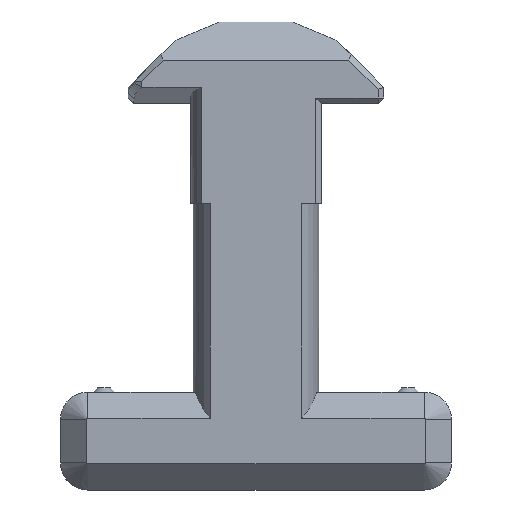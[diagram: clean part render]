
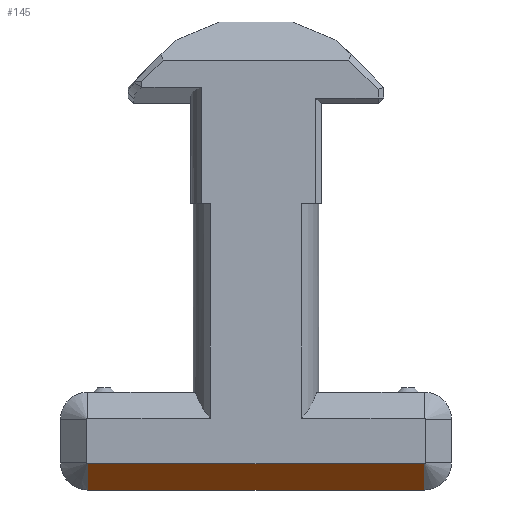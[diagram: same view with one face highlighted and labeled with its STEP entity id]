
A CAD part, front view. The second image highlights one B-rep face of the part: STEP entity #145.
In plain terms, the highlighted planar face has unit normal (0, -0.707, -0.707).
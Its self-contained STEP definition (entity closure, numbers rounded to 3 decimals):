
#12 = VERTEX_POINT ( 'NONE', #1425 ) ;
#25 = DIRECTION ( 'NONE',  ( 1., 0., 0. ) ) ;
#145 = ADVANCED_FACE ( 'NONE', ( #1114 ), #435, .T. ) ;
#203 = LINE ( 'NONE', #394, #559 ) ;
#271 = VERTEX_POINT ( 'NONE', #1863 ) ;
#349 = CARTESIAN_POINT ( 'NONE',  ( -7.75, -1.4, -3.9 ) ) ;
#394 = CARTESIAN_POINT ( 'NONE',  ( 7.75, -1.4, -3.9 ) ) ;
#408 = ORIENTED_EDGE ( 'NONE', *, *, #2221, .F. ) ;
#417 = AXIS2_PLACEMENT_3D ( 'NONE', #1273, #1910, #2350 ) ;
#435 = PLANE ( 'NONE',  #417 ) ;
#454 = DIRECTION ( 'NONE',  ( 1., 0., 0. ) ) ;
#473 = CARTESIAN_POINT ( 'NONE',  ( 0., -2., -3.3 ) ) ;
#559 = VECTOR ( 'NONE', #1276, 1000. ) ;
#581 = EDGE_CURVE ( 'NONE', #12, #2354, #203, .T. ) ;
#749 = VECTOR ( 'NONE', #1825, 1000. ) ;
#983 = EDGE_LOOP ( 'NONE', ( #408, #1080, #1516, #2254 ) ) ;
#1080 = ORIENTED_EDGE ( 'NONE', *, *, #1439, .T. ) ;
#1114 = FACE_OUTER_BOUND ( 'NONE', #983, .T. ) ;
#1273 = CARTESIAN_POINT ( 'NONE',  ( 7.76, -2.007, -3.293 ) ) ;
#1276 = DIRECTION ( 'NONE',  ( 0., -0.707, 0.707 ) ) ;
#1308 = LINE ( 'NONE', #473, #1669 ) ;
#1425 = CARTESIAN_POINT ( 'NONE',  ( 7.75, -0.8, -4.5 ) ) ;
#1431 = CARTESIAN_POINT ( 'NONE',  ( -7.75, -0.8, -4.5 ) ) ;
#1439 = EDGE_CURVE ( 'NONE', #2595, #12, #1736, .T. ) ;
#1516 = ORIENTED_EDGE ( 'NONE', *, *, #581, .T. ) ;
#1667 = LINE ( 'NONE', #349, #749 ) ;
#1669 = VECTOR ( 'NONE', #25, 1000. ) ;
#1736 = LINE ( 'NONE', #2328, #1962 ) ;
#1825 = DIRECTION ( 'NONE',  ( 0., -0.707, 0.707 ) ) ;
#1863 = CARTESIAN_POINT ( 'NONE',  ( -7.75, -2., -3.3 ) ) ;
#1910 = DIRECTION ( 'NONE',  ( 0., -0.707, -0.707 ) ) ;
#1962 = VECTOR ( 'NONE', #454, 1000. ) ;
#1989 = CARTESIAN_POINT ( 'NONE',  ( 7.75, -2., -3.3 ) ) ;
#2221 = EDGE_CURVE ( 'NONE', #2595, #271, #1667, .T. ) ;
#2254 = ORIENTED_EDGE ( 'NONE', *, *, #2259, .F. ) ;
#2259 = EDGE_CURVE ( 'NONE', #271, #2354, #1308, .T. ) ;
#2328 = CARTESIAN_POINT ( 'NONE',  ( 0., -0.8, -4.5 ) ) ;
#2350 = DIRECTION ( 'NONE',  ( -1., 0., 0. ) ) ;
#2354 = VERTEX_POINT ( 'NONE', #1989 ) ;
#2595 = VERTEX_POINT ( 'NONE', #1431 ) ;
